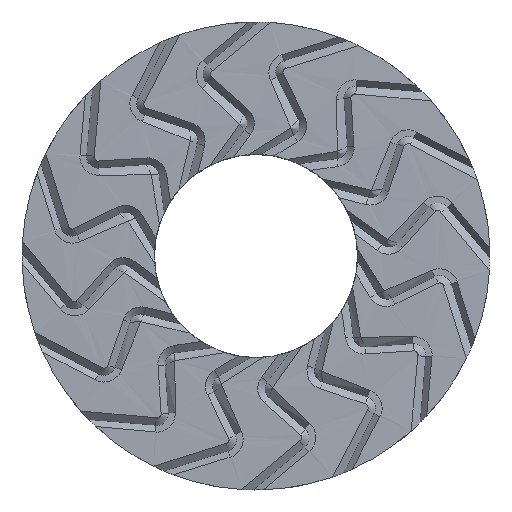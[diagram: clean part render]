
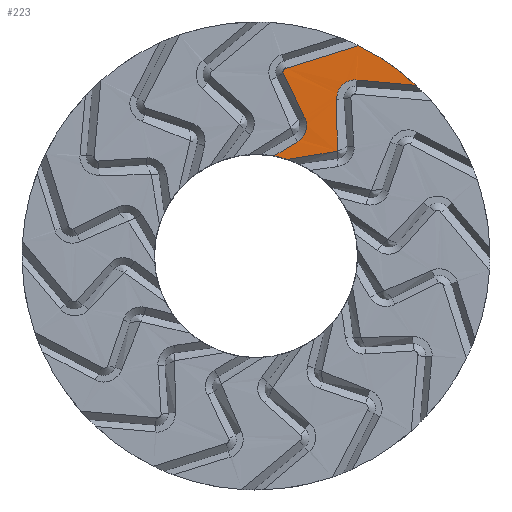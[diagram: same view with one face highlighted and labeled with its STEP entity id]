
A CAD part, top view. The second image highlights one B-rep face of the part: STEP entity #223.
In plain terms, the highlighted planar face has unit normal (0, 0, 1).
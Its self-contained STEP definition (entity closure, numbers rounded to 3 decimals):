
#223 = ADVANCED_FACE( '', ( #614 ), #615, .T. );
#614 = FACE_OUTER_BOUND( '', #1201, .T. );
#615 = PLANE( '', #1202 );
#1201 = EDGE_LOOP( '', ( #2802, #2803, #2804, #2805, #2806, #2807, #2808, #2809, #2810, #2811, #2812, #2813, #2814, #2815 ) );
#1202 = AXIS2_PLACEMENT_3D( '', #2816, #2817, #2818 );
#2802 = ORIENTED_EDGE( '', *, *, #4328, .F. );
#2803 = ORIENTED_EDGE( '', *, *, #4329, .F. );
#2804 = ORIENTED_EDGE( '', *, *, #4330, .F. );
#2805 = ORIENTED_EDGE( '', *, *, #4331, .F. );
#2806 = ORIENTED_EDGE( '', *, *, #4332, .F. );
#2807 = ORIENTED_EDGE( '', *, *, #4333, .F. );
#2808 = ORIENTED_EDGE( '', *, *, #4288, .T. );
#2809 = ORIENTED_EDGE( '', *, *, #4334, .T. );
#2810 = ORIENTED_EDGE( '', *, *, #4335, .F. );
#2811 = ORIENTED_EDGE( '', *, *, #4336, .T. );
#2812 = ORIENTED_EDGE( '', *, *, #4337, .T. );
#2813 = ORIENTED_EDGE( '', *, *, #4338, .F. );
#2814 = ORIENTED_EDGE( '', *, *, #4339, .F. );
#2815 = ORIENTED_EDGE( '', *, *, #4340, .F. );
#2816 = CARTESIAN_POINT( '', ( 0., 0., 0. ) );
#2817 = DIRECTION( '', ( 0., 0., 1. ) );
#2818 = DIRECTION( '', ( 1., 0., 0. ) );
#4288 = EDGE_CURVE( '', #4982, #4979, #4983, .F. );
#4328 = EDGE_CURVE( '', #5055, #5056, #5057, .F. );
#4329 = EDGE_CURVE( '', #5058, #5055, #5059, .F. );
#4330 = EDGE_CURVE( '', #5060, #5058, #5061, .F. );
#4331 = EDGE_CURVE( '', #5062, #5060, #5063, .F. );
#4332 = EDGE_CURVE( '', #5064, #5062, #5065, .F. );
#4333 = EDGE_CURVE( '', #4982, #5064, #5066, .F. );
#4334 = EDGE_CURVE( '', #4979, #5067, #5068, .F. );
#4335 = EDGE_CURVE( '', #5069, #5067, #5070, .T. );
#4336 = EDGE_CURVE( '', #5069, #5071, #5072, .T. );
#4337 = EDGE_CURVE( '', #5071, #5073, #5074, .T. );
#4338 = EDGE_CURVE( '', #5075, #5073, #5076, .F. );
#4339 = EDGE_CURVE( '', #5077, #5075, #5078, .F. );
#4340 = EDGE_CURVE( '', #5056, #5077, #5079, .T. );
#4979 = VERTEX_POINT( '', #6001 );
#4982 = VERTEX_POINT( '', #6004 );
#4983 = LINE( '', #6005, #6006 );
#5055 = VERTEX_POINT( '', #6124 );
#5056 = VERTEX_POINT( '', #6125 );
#5057 = CIRCLE( '', #6126, 5. );
#5058 = VERTEX_POINT( '', #6127 );
#5059 = LINE( '', #6128, #6129 );
#5060 = VERTEX_POINT( '', #6130 );
#5061 = B_SPLINE_CURVE_WITH_KNOTS( '', 3, ( #6131, #6132, #6133, #6134 ), .UNSPECIFIED., .F., .F., ( 4, 4 ), ( 0., 1. ), .UNSPECIFIED. );
#5062 = VERTEX_POINT( '', #6135 );
#5063 = LINE( '', #6136, #6137 );
#5064 = VERTEX_POINT( '', #6138 );
#5065 = B_SPLINE_CURVE_WITH_KNOTS( '', 3, ( #6139, #6140, #6141, #6142 ), .UNSPECIFIED., .F., .F., ( 4, 4 ), ( 0., 0.293 ), .UNSPECIFIED. );
#5066 = B_SPLINE_CURVE_WITH_KNOTS( '', 3, ( #6143, #6144, #6145, #6146 ), .UNSPECIFIED., .F., .F., ( 4, 4 ), ( 0.293, 1. ), .UNSPECIFIED. );
#5067 = VERTEX_POINT( '', #6147 );
#5068 = CIRCLE( '', #6148, 2.17 );
#5069 = VERTEX_POINT( '', #6149 );
#5070 = LINE( '', #6150, #6151 );
#5071 = VERTEX_POINT( '', #6152 );
#5072 = B_SPLINE_CURVE_WITH_KNOTS( '', 1, ( #6153, #6154 ), .UNSPECIFIED., .F., .F., ( 2, 2 ), ( 0., 1. ), .UNSPECIFIED. );
#5073 = VERTEX_POINT( '', #6155 );
#5074 = B_SPLINE_CURVE_WITH_KNOTS( '', 1, ( #6156, #6157 ), .UNSPECIFIED., .F., .F., ( 2, 2 ), ( 0., 1. ), .UNSPECIFIED. );
#5075 = VERTEX_POINT( '', #6158 );
#5076 = B_SPLINE_CURVE_WITH_KNOTS( '', 3, ( #6159, #6160, #6161, #6162 ), .UNSPECIFIED., .F., .F., ( 4, 4 ), ( 0.162, 0.304 ), .UNSPECIFIED. );
#5077 = VERTEX_POINT( '', #6163 );
#5078 = B_SPLINE_CURVE_WITH_KNOTS( '', 3, ( #6164, #6165, #6166, #6167 ), .UNSPECIFIED., .F., .F., ( 4, 4 ), ( 0.304, 1. ), .UNSPECIFIED. );
#5079 = LINE( '', #6168, #6169 );
#6001 = CARTESIAN_POINT( '', ( 0.381, 2.136, 0. ) );
#6004 = CARTESIAN_POINT( '', ( 0.889, 2.44, -0.004 ) );
#6005 = CARTESIAN_POINT( '', ( 0.888, 2.433, 0. ) );
#6006 = VECTOR( '', #7660, 1000. );
#6124 = CARTESIAN_POINT( '', ( 2.19, 4.495, 0. ) );
#6125 = CARTESIAN_POINT( '', ( 3.422, 3.645, 0. ) );
#6126 = AXIS2_PLACEMENT_3D( '', #7688, #7689, #7690 );
#6127 = CARTESIAN_POINT( '', ( 0.647, 4.011, -0.005 ) );
#6128 = CARTESIAN_POINT( '', ( -1.096, 3.451, 0. ) );
#6129 = VECTOR( '', #7691, 1000. );
#6130 = CARTESIAN_POINT( '', ( 0.578, 3.903, 0. ) );
#6131 = CARTESIAN_POINT( '', ( 0.644, 4.016, -0.01 ) );
#6132 = CARTESIAN_POINT( '', ( 0.588, 4., -0.008 ) );
#6133 = CARTESIAN_POINT( '', ( 0.557, 3.931, -0.001 ) );
#6134 = CARTESIAN_POINT( '', ( 0.583, 3.879, 0.005 ) );
#6135 = CARTESIAN_POINT( '', ( 1.036, 2.969, 0.003 ) );
#6136 = CARTESIAN_POINT( '', ( 2.013, 1.006, 0. ) );
#6137 = VECTOR( '', #7692, 1000. );
#6138 = CARTESIAN_POINT( '', ( 1.081, 2.798, 0.001 ) );
#6139 = CARTESIAN_POINT( '', ( 1.039, 2.966, 0.005 ) );
#6140 = CARTESIAN_POINT( '', ( 1.066, 2.914, 0.004 ) );
#6141 = CARTESIAN_POINT( '', ( 1.08, 2.856, 0.002 ) );
#6142 = CARTESIAN_POINT( '', ( 1.081, 2.798, 0.001 ) );
#6143 = CARTESIAN_POINT( '', ( 1.081, 2.798, 0.001 ) );
#6144 = CARTESIAN_POINT( '', ( 1.084, 2.659, -0.003 ) );
#6145 = CARTESIAN_POINT( '', ( 1.013, 2.518, -0.007 ) );
#6146 = CARTESIAN_POINT( '', ( 0.89, 2.446, -0.009 ) );
#6147 = CARTESIAN_POINT( '', ( 0.67, 2.064, 0. ) );
#6148 = AXIS2_PLACEMENT_3D( '', #7693, #7694, #7695 );
#6149 = CARTESIAN_POINT( '', ( 1.737, 2.239, 0. ) );
#6150 = CARTESIAN_POINT( '', ( -0.266, 1.935, 0. ) );
#6151 = VECTOR( '', #7696, 1000. );
#6152 = CARTESIAN_POINT( '', ( 1.722, 3.343, -0.002 ) );
#6153 = CARTESIAN_POINT( '', ( 1.796, 2.321, 0. ) );
#6154 = CARTESIAN_POINT( '', ( 1.724, 3.335, 0. ) );
#6155 = CARTESIAN_POINT( '', ( 1.734, 3.46, -0.001 ) );
#6156 = CARTESIAN_POINT( '', ( 1.724, 3.335, 0. ) );
#6157 = CARTESIAN_POINT( '', ( 1.736, 3.467, 0. ) );
#6158 = CARTESIAN_POINT( '', ( 1.769, 3.549, 0.001 ) );
#6159 = CARTESIAN_POINT( '', ( 1.733, 3.46, -0.001 ) );
#6160 = CARTESIAN_POINT( '', ( 1.741, 3.491, 0. ) );
#6161 = CARTESIAN_POINT( '', ( 1.753, 3.521, 0. ) );
#6162 = CARTESIAN_POINT( '', ( 1.768, 3.549, 0.001 ) );
#6163 = CARTESIAN_POINT( '', ( 2.159, 3.76, 0.005 ) );
#6164 = CARTESIAN_POINT( '', ( 1.768, 3.549, 0.001 ) );
#6165 = CARTESIAN_POINT( '', ( 1.842, 3.686, 0.005 ) );
#6166 = CARTESIAN_POINT( '', ( 1.997, 3.781, 0.009 ) );
#6167 = CARTESIAN_POINT( '', ( 2.157, 3.762, 0.01 ) );
#6168 = CARTESIAN_POINT( '', ( 0.334, 3.909, 0. ) );
#6169 = VECTOR( '', #7697, 1000. );
#7660 = DIRECTION( '', ( 0.863, 0.505, 0. ) );
#7688 = CARTESIAN_POINT( '', ( 0., 0., 0. ) );
#7689 = DIRECTION( '', ( 0., 0., 1. ) );
#7690 = DIRECTION( '', ( 1., 0., 0. ) );
#7691 = DIRECTION( '', ( -0.953, -0.303, 0. ) );
#7692 = DIRECTION( '', ( 0.447, -0.895, 0. ) );
#7693 = CARTESIAN_POINT( '', ( 0., 0., 0. ) );
#7694 = DIRECTION( '', ( 0., 0., 1. ) );
#7695 = DIRECTION( '', ( 1., 0., 0. ) );
#7696 = DIRECTION( '', ( -0.991, -0.136, 0. ) );
#7697 = DIRECTION( '', ( -0.996, 0.085, 0. ) );
